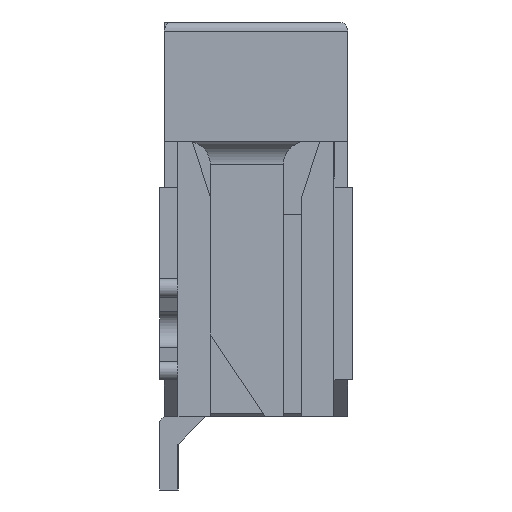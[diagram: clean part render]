
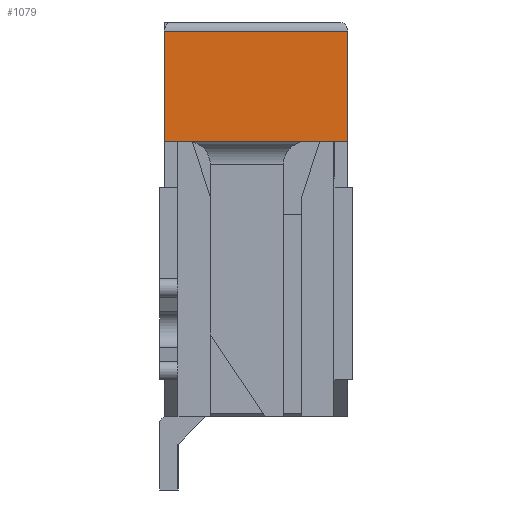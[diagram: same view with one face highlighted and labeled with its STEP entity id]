
A CAD part, left-side view. The second image highlights one B-rep face of the part: STEP entity #1079.
In plain terms, the highlighted planar face has unit normal (-1, 0, 0).
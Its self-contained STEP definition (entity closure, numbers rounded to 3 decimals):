
#1079 = ADVANCED_FACE( '', ( #2601 ), #2602, .T. );
#2601 = FACE_OUTER_BOUND( '', #4684, .T. );
#2602 = PLANE( '', #4685 );
#4684 = EDGE_LOOP( '', ( #6839, #6840, #6841, #6842 ) );
#4685 = AXIS2_PLACEMENT_3D( '', #6843, #6844, #6845 );
#6839 = ORIENTED_EDGE( '', *, *, #14034, .F. );
#6840 = ORIENTED_EDGE( '', *, *, #14035, .T. );
#6841 = ORIENTED_EDGE( '', *, *, #14036, .T. );
#6842 = ORIENTED_EDGE( '', *, *, #14037, .F. );
#6843 = CARTESIAN_POINT( '', ( -10.2, -1., 0.65 ) );
#6844 = DIRECTION( '', ( -1., 0., 0. ) );
#6845 = DIRECTION( '', ( 0., 0., 1. ) );
#14034 = EDGE_CURVE( '', #17032, #17033, #17034, .T. );
#14035 = EDGE_CURVE( '', #17032, #17035, #17036, .T. );
#14036 = EDGE_CURVE( '', #17035, #17037, #17038, .T. );
#14037 = EDGE_CURVE( '', #17033, #17037, #17039, .T. );
#17032 = VERTEX_POINT( '', #21474 );
#17033 = VERTEX_POINT( '', #21475 );
#17034 = LINE( '', #21476, #21477 );
#17035 = VERTEX_POINT( '', #21478 );
#17036 = LINE( '', #21479, #21480 );
#17037 = VERTEX_POINT( '', #21481 );
#17038 = LINE( '', #21482, #21483 );
#17039 = LINE( '', #21484, #21485 );
#21474 = CARTESIAN_POINT( '', ( -10.2, -1., 0.55 ) );
#21475 = CARTESIAN_POINT( '', ( -10.2, -1., -0.65 ) );
#21476 = CARTESIAN_POINT( '', ( -10.2, -1., 0.65 ) );
#21477 = VECTOR( '', #27870, 1000. );
#21478 = CARTESIAN_POINT( '', ( -10.2, 1., 0.55 ) );
#21479 = CARTESIAN_POINT( '', ( -10.2, 1., 0.55 ) );
#21480 = VECTOR( '', #27871, 1000. );
#21481 = CARTESIAN_POINT( '', ( -10.2, 1., -0.65 ) );
#21482 = CARTESIAN_POINT( '', ( -10.2, 1., 0.65 ) );
#21483 = VECTOR( '', #27872, 1000. );
#21484 = CARTESIAN_POINT( '', ( -10.2, -1., -0.65 ) );
#21485 = VECTOR( '', #27873, 1000. );
#27870 = DIRECTION( '', ( 0., 0., -1. ) );
#27871 = DIRECTION( '', ( 0., 1., 0. ) );
#27872 = DIRECTION( '', ( 0., 0., -1. ) );
#27873 = DIRECTION( '', ( 0., 1., 0. ) );
